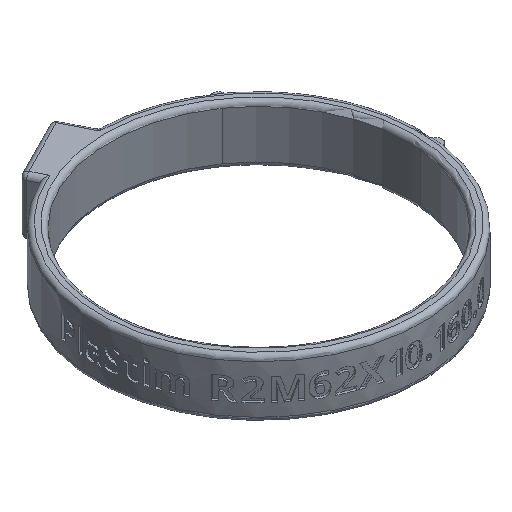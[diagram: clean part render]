
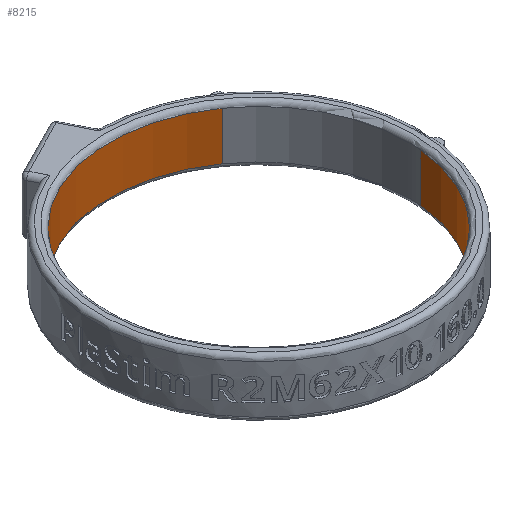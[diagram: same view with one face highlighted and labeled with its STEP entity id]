
A CAD part, isometric view. The second image highlights one B-rep face of the part: STEP entity #8215.
In plain terms, the highlighted cylindrical face has radius 31 mm (diameter 62 mm), a partial arc.
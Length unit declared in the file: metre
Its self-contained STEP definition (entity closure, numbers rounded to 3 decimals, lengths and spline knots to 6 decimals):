
#1088=CIRCLE('',#8745,0.031);
#1091=CIRCLE('',#8749,0.031);
#3528=ORIENTED_EDGE('',*,*,#4783,.T.);
#3529=ORIENTED_EDGE('',*,*,#4792,.T.);
#3530=ORIENTED_EDGE('',*,*,#4790,.F.);
#3531=ORIENTED_EDGE('',*,*,#4793,.F.);
#4783=EDGE_CURVE('',#5603,#5605,#1088,.T.);
#4790=EDGE_CURVE('',#5612,#5613,#1091,.T.);
#4792=EDGE_CURVE('',#5605,#5613,#6125,.T.);
#4793=EDGE_CURVE('',#5603,#5612,#6126,.T.);
#5603=VERTEX_POINT('',#15695);
#5605=VERTEX_POINT('',#15699);
#5612=VERTEX_POINT('',#15714);
#5613=VERTEX_POINT('',#15716);
#6125=LINE('',#15719,#6640);
#6126=LINE('',#15720,#6641);
#6640=VECTOR('',#10273,1.);
#6641=VECTOR('',#10274,1.);
#7140=EDGE_LOOP('',(#3528,#3529,#3530,#3531));
#7648=FACE_BOUND('',#7140,.T.);
#7760=CYLINDRICAL_SURFACE('',#8750,0.031);
#8215=ADVANCED_FACE('',(#7648),#7760,.F.);
#8745=AXIS2_PLACEMENT_3D('',#15700,#10256,#10257);
#8749=AXIS2_PLACEMENT_3D('',#15715,#10268,#10269);
#8750=AXIS2_PLACEMENT_3D('',#15718,#10271,#10272);
#10256=DIRECTION('',(0.,0.,1.));
#10257=DIRECTION('',(1.,0.,0.));
#10268=DIRECTION('',(0.,0.,1.));
#10269=DIRECTION('',(1.,0.,0.));
#10271=DIRECTION('',(0.,0.,-1.));
#10272=DIRECTION('',(-1.,0.,0.));
#10273=DIRECTION('',(0.,0.,-1.));
#10274=DIRECTION('',(0.,0.,-1.));
#15695=CARTESIAN_POINT('',(0.017781,0.025394,0.005));
#15699=CARTESIAN_POINT('',(0.030882,-0.002702,0.005));
#15700=CARTESIAN_POINT('',(0.,0.,0.005));
#15714=CARTESIAN_POINT('',(0.017781,0.025394,-0.005));
#15715=CARTESIAN_POINT('',(0.,0.,-0.005));
#15716=CARTESIAN_POINT('',(0.030882,-0.002702,-0.005));
#15718=CARTESIAN_POINT('',(0.,0.,0.005));
#15719=CARTESIAN_POINT('',(0.030882,-0.002702,0.005));
#15720=CARTESIAN_POINT('',(0.017781,0.025394,0.005));
